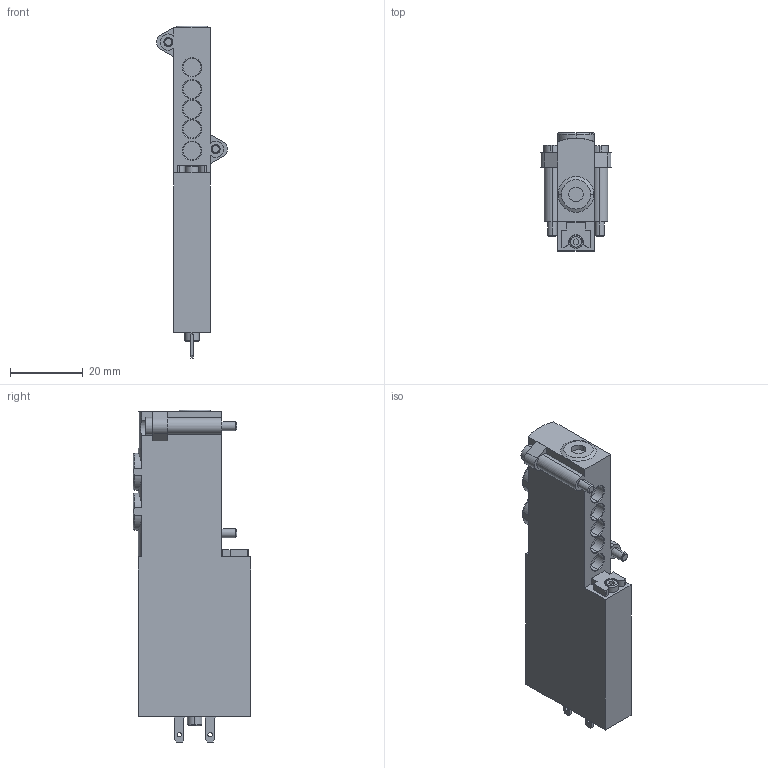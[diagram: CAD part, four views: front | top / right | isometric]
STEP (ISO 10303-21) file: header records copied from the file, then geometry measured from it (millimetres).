
FILE_DESCRIPTION (( 'STEP AP203' ), '1' );
FILE_NAME ('SE_01_1_4001_1.STEP', '2020-10-21T10:28:13', ( '' ), ( '' ), 'SwSTEP 2.0', 'SolidWorks 2017', '' );
FILE_SCHEMA (( 'CONFIG_CONTROL_DESIGN' ));
Length unit declared in the file: millimetre
Products named in the file (1): SE_01_1_4001_1
Bounding box: 19.49 x 32.5 x 91.5 mm (x, y, z)
Volume: 23410.7 mm3; surface area: 8013.3 mm2
Topology: 1 solids, 1 shells, 184 faces, 462 edges, 299 vertices
Faces by surface type: plane 100, cylinder 56, cone 22, torus 6
Entity records: 5796 total; most frequent: CARTESIAN_POINT 1190, DIRECTION 961, ORIENTED_EDGE 924, EDGE_CURVE 462, AXIS2_PLACEMENT_3D 326, VECTOR 309, LINE 309, VERTEX_POINT 299
